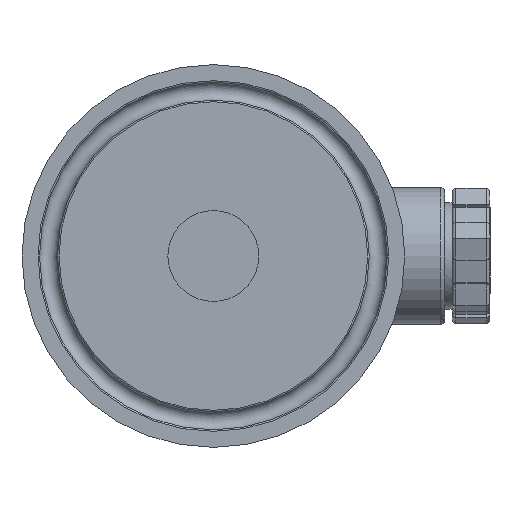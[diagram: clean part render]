
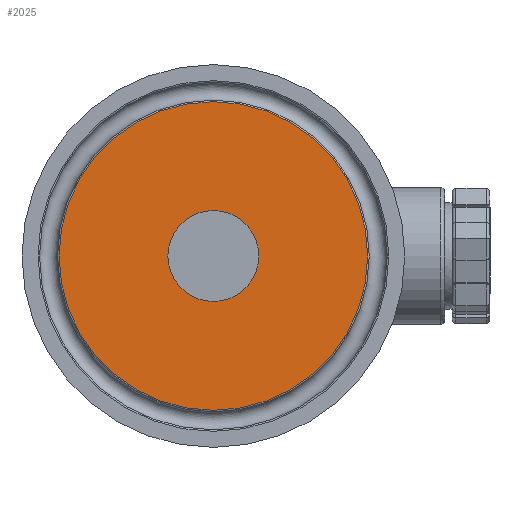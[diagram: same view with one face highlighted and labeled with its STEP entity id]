
A CAD part, left-side view. The second image highlights one B-rep face of the part: STEP entity #2025.
In plain terms, the highlighted planar face has unit normal (-1, 0, 0).
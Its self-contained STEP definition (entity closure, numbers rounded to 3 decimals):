
#770=CIRCLE('',#15853,20.364);
#771=CIRCLE('',#15855,6.);
#841=FACE_BOUND('',#3856,.T.);
#842=FACE_BOUND('',#3857,.T.);
#1275=PLANE('',#15856);
#2025=ADVANCED_FACE('',(#841,#842),#1275,.F.);
#3856=EDGE_LOOP('',(#8113));
#3857=EDGE_LOOP('',(#8114));
#8113=ORIENTED_EDGE('',*,*,#11680,.F.);
#8114=ORIENTED_EDGE('',*,*,#11681,.T.);
#9568=VERTEX_POINT('',#28327);
#9569=VERTEX_POINT('',#28330);
#11680=EDGE_CURVE('',#9568,#9568,#770,.T.);
#11681=EDGE_CURVE('',#9569,#9569,#771,.T.);
#15853=AXIS2_PLACEMENT_3D('',#28326,#19870,#19871);
#15855=AXIS2_PLACEMENT_3D('',#28329,#19874,#19875);
#15856=AXIS2_PLACEMENT_3D('',#28331,#19876,#19877);
#19870=DIRECTION('',(1.,0.,0.));
#19871=DIRECTION('',(0.,0.,-1.));
#19874=DIRECTION('',(1.,0.,0.));
#19875=DIRECTION('',(0.,0.,-1.));
#19876=DIRECTION('',(1.,0.,0.));
#19877=DIRECTION('',(0.,0.,-1.));
#28326=CARTESIAN_POINT('',(-6.,14.565,-14.856));
#28327=CARTESIAN_POINT('',(-6.,14.565,-35.221));
#28329=CARTESIAN_POINT('',(-6.,14.565,-14.856));
#28330=CARTESIAN_POINT('',(-6.,14.565,-20.856));
#28331=CARTESIAN_POINT('',(-6.,14.565,-14.856));
